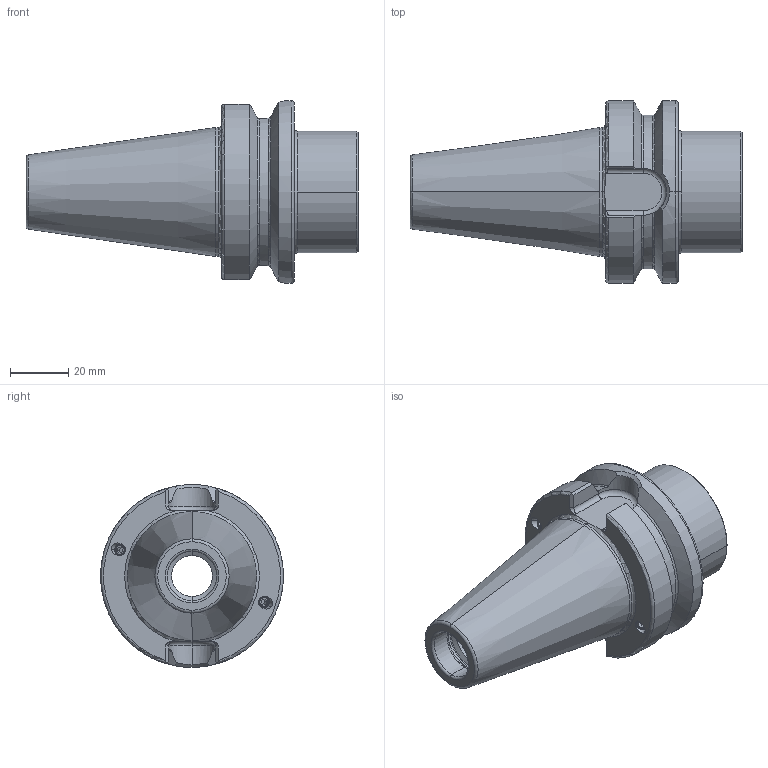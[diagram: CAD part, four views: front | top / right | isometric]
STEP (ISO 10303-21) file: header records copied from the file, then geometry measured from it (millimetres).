
FILE_DESCRIPTION (( 'STEP AP203' ), '1' );
FILE_NAME ('100.412.421C.STEP', '2018-03-12T13:30:29', ( 'SWIAdmin' ), ( 'Hewlett-Packard Company' ), 'SwSTEP 2.0', 'SolidWorks 2017', '' );
FILE_SCHEMA (( 'CONFIG_CONTROL_DESIGN' ));
Length unit declared in the file: millimetre
Products named in the file (3): BB4-CA4.K01.049_B; ISO 4026 - M4 x 4_PreviewCfg; 100.412.421C
Assembly tree (5 placements, depth 2):
  100.412.421C
    BB4-CA4.K01.049_B
    ISO 4026 - M4 x 4_PreviewCfg  x4
Bounding box: 114.4 x 63 x 63 mm (x, y, z)
Volume: 134106.8 mm3; surface area: 28182.3 mm2
Topology: 5 solids, 5 shells, 193 faces, 455 edges, 277 vertices
Faces by surface type: cylinder 61, plane 57, cone 46, torus 27, bspline 2
Entity records: 5054 total; most frequent: CARTESIAN_POINT 1281, DIRECTION 725, ORIENTED_EDGE 718, EDGE_CURVE 359, AXIS2_PLACEMENT_3D 295, VERTEX_POINT 217, EDGE_LOOP 160, FACE_OUTER_BOUND 148
